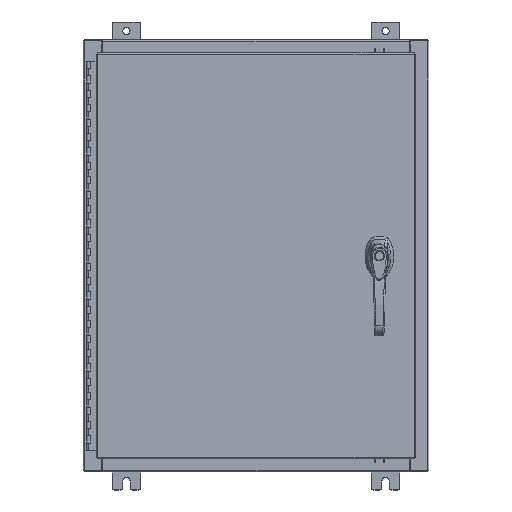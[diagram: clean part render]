
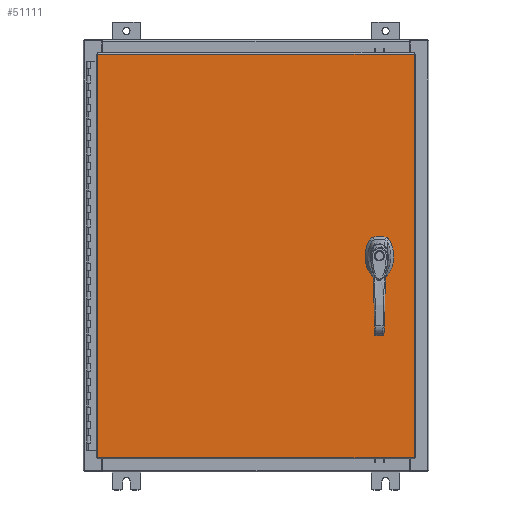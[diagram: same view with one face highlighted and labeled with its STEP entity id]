
A CAD part, top view. The second image highlights one B-rep face of the part: STEP entity #51111.
In plain terms, the highlighted planar face has unit normal (0, 0, 1).
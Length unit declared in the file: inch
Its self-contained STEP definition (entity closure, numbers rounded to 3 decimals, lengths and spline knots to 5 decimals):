
#1854 = CARTESIAN_POINT ( 'NONE',  ( 0., 0.403, 0. ) ) ;
#2099 = VERTEX_POINT ( 'NONE', #59421 ) ;
#2184 = DIRECTION ( 'NONE',  ( 0., 0., 1. ) ) ;
#2649 = VERTEX_POINT ( 'NONE', #41188 ) ;
#2965 = DIRECTION ( 'NONE',  ( 0., 0., 1. ) ) ;
#4419 = CARTESIAN_POINT ( 'NONE',  ( 10.9903, 14.0063, 0. ) ) ;
#4961 = CIRCLE ( 'NONE', #82357, 0.45 ) ;
#7061 = LINE ( 'NONE', #108183, #31388 ) ;
#7634 = VERTEX_POINT ( 'NONE', #106275 ) ;
#7805 = CARTESIAN_POINT ( 'NONE',  ( 0., 0., 0. ) ) ;
#8166 = FACE_OUTER_BOUND ( 'NONE', #32796, .T. ) ;
#8588 = EDGE_CURVE ( 'NONE', #86429, #2649, #35137, .T. ) ;
#9420 = EDGE_LOOP ( 'NONE', ( #62287, #18724, #52276, #91236, #95582, #116418, #40297, #74074 ) ) ;
#9610 = EDGE_CURVE ( 'NONE', #7634, #24829, #4961, .T. ) ;
#9621 = CIRCLE ( 'NONE', #113542, 0.1715 ) ;
#10207 = AXIS2_PLACEMENT_3D ( 'NONE', #36412, #100379, #45592 ) ;
#10369 = DIRECTION ( 'NONE',  ( 0., 0., 1. ) ) ;
#10898 = CIRCLE ( 'NONE', #24462, 0.1715 ) ;
#18724 = ORIENTED_EDGE ( 'NONE', *, *, #104491, .F. ) ;
#19421 = EDGE_CURVE ( 'NONE', #27475, #111695, #9621, .T. ) ;
#19942 = CARTESIAN_POINT ( 'NONE',  ( 8.7495, -1.338, 0. ) ) ;
#19996 = DIRECTION ( 'NONE',  ( 0., 0., 1. ) ) ;
#20047 = EDGE_CURVE ( 'NONE', #24829, #114421, #69648, .T. ) ;
#22413 = VECTOR ( 'NONE', #62556, 39.37008 ) ;
#24462 = AXIS2_PLACEMENT_3D ( 'NONE', #65186, #10369, #74397 ) ;
#24829 = VERTEX_POINT ( 'NONE', #38548 ) ;
#26170 = DIRECTION ( 'NONE',  ( -1., 0., 0. ) ) ;
#27475 = VERTEX_POINT ( 'NONE', #19942 ) ;
#27679 = CIRCLE ( 'NONE', #10207, 0.45 ) ;
#29313 = CIRCLE ( 'NONE', #103244, 0.45 ) ;
#31325 = CARTESIAN_POINT ( 'NONE',  ( -10.9903, -14.0063, 0. ) ) ;
#31388 = VECTOR ( 'NONE', #53415, 39.37008 ) ;
#31796 = CARTESIAN_POINT ( 'NONE',  ( 8.981, 0., 0. ) ) ;
#32275 = VECTOR ( 'NONE', #88673, 39.37008 ) ;
#32382 = DIRECTION ( 'NONE',  ( 0., -1., 0. ) ) ;
#32480 = CARTESIAN_POINT ( 'NONE',  ( 0., -0.403, 0. ) ) ;
#32541 = FACE_BOUND ( 'NONE', #56377, .T. ) ;
#32796 = EDGE_LOOP ( 'NONE', ( #42070, #43615, #98796, #105512 ) ) ;
#34186 = CARTESIAN_POINT ( 'NONE',  ( 8.77823, -0.403, 0. ) ) ;
#35137 = LINE ( 'NONE', #59806, #32275 ) ;
#35396 = FACE_BOUND ( 'NONE', #9420, .T. ) ;
#35780 = EDGE_CURVE ( 'NONE', #2649, #54150, #84560, .T. ) ;
#36412 = CARTESIAN_POINT ( 'NONE',  ( 8.578, 0., 0. ) ) ;
#38548 = CARTESIAN_POINT ( 'NONE',  ( 8.37777, -0.403, 0. ) ) ;
#38900 = ORIENTED_EDGE ( 'NONE', *, *, #19421, .F. ) ;
#40297 = ORIENTED_EDGE ( 'NONE', *, *, #95577, .F. ) ;
#41188 = CARTESIAN_POINT ( 'NONE',  ( -10.9903, 14.0063, 0. ) ) ;
#42070 = ORIENTED_EDGE ( 'NONE', *, *, #51777, .T. ) ;
#42118 = EDGE_CURVE ( 'NONE', #2099, #89517, #29313, .T. ) ;
#43615 = ORIENTED_EDGE ( 'NONE', *, *, #118618, .T. ) ;
#43910 = CARTESIAN_POINT ( 'NONE',  ( -10.9903, 14.0063, 0. ) ) ;
#44352 = LINE ( 'NONE', #31796, #114456 ) ;
#44904 = CARTESIAN_POINT ( 'NONE',  ( -10.9903, -14.0063, 0. ) ) ;
#45429 = CIRCLE ( 'NONE', #116235, 0.45 ) ;
#45592 = DIRECTION ( 'NONE',  ( 1., 0., 0. ) ) ;
#49945 = VERTEX_POINT ( 'NONE', #69497 ) ;
#50668 = DIRECTION ( 'NONE',  ( 1., 0., 0. ) ) ;
#51111 = ADVANCED_FACE ( 'NONE', ( #32541, #8166, #35396 ), #117367, .F. ) ;
#51777 = EDGE_CURVE ( 'NONE', #54150, #89271, #116805, .T. ) ;
#52276 = ORIENTED_EDGE ( 'NONE', *, *, #20047, .F. ) ;
#53203 = VERTEX_POINT ( 'NONE', #64640 ) ;
#53415 = DIRECTION ( 'NONE',  ( 0., 1., 0. ) ) ;
#54150 = VERTEX_POINT ( 'NONE', #31325 ) ;
#56377 = EDGE_LOOP ( 'NONE', ( #38900, #71156 ) ) ;
#56773 = DIRECTION ( 'NONE',  ( -1., 0., 0. ) ) ;
#57096 = CARTESIAN_POINT ( 'NONE',  ( 8.578, 0., 0. ) ) ;
#57844 = CARTESIAN_POINT ( 'NONE',  ( 8.578, 0., 0. ) ) ;
#59421 = CARTESIAN_POINT ( 'NONE',  ( 8.981, 0.20023, 0. ) ) ;
#59806 = CARTESIAN_POINT ( 'NONE',  ( 10.9903, 14.0063, 0. ) ) ;
#62287 = ORIENTED_EDGE ( 'NONE', *, *, #93282, .T. ) ;
#62556 = DIRECTION ( 'NONE',  ( 1., 0., 0. ) ) ;
#64031 = DIRECTION ( 'NONE',  ( 0., -1., 0. ) ) ;
#64640 = CARTESIAN_POINT ( 'NONE',  ( 8.37777, 0.403, 0. ) ) ;
#65186 = CARTESIAN_POINT ( 'NONE',  ( 8.578, -1.338, 0. ) ) ;
#65812 = EDGE_CURVE ( 'NONE', #53203, #84081, #27679, .T. ) ;
#66231 = DIRECTION ( 'NONE',  ( 1., 0., 0. ) ) ;
#66698 = CARTESIAN_POINT ( 'NONE',  ( 10.9903, -14.0063, 0. ) ) ;
#66960 = DIRECTION ( 'NONE',  ( 1., 0., 0. ) ) ;
#66998 = LINE ( 'NONE', #118760, #115624 ) ;
#69497 = CARTESIAN_POINT ( 'NONE',  ( 8.981, -0.20023, 0. ) ) ;
#69648 = LINE ( 'NONE', #32480, #112561 ) ;
#71156 = ORIENTED_EDGE ( 'NONE', *, *, #107324, .F. ) ;
#74074 = ORIENTED_EDGE ( 'NONE', *, *, #42118, .F. ) ;
#74397 = DIRECTION ( 'NONE',  ( 1., 0., 0. ) ) ;
#74673 = CARTESIAN_POINT ( 'NONE',  ( 8.4065, -1.338, 0. ) ) ;
#74824 = CARTESIAN_POINT ( 'NONE',  ( 8.578, -1.338, 0. ) ) ;
#78346 = AXIS2_PLACEMENT_3D ( 'NONE', #7805, #80994, #26170 ) ;
#80637 = CARTESIAN_POINT ( 'NONE',  ( 8.77823, 0.403, 0. ) ) ;
#80994 = DIRECTION ( 'NONE',  ( 0., 0., -1. ) ) ;
#81660 = VECTOR ( 'NONE', #32382, 39.37008 ) ;
#82357 = AXIS2_PLACEMENT_3D ( 'NONE', #99253, #113554, #50668 ) ;
#84010 = DIRECTION ( 'NONE',  ( 1., 0., 0. ) ) ;
#84081 = VERTEX_POINT ( 'NONE', #109376 ) ;
#84560 = LINE ( 'NONE', #43910, #81660 ) ;
#85602 = VECTOR ( 'NONE', #56773, 39.37008 ) ;
#86429 = VERTEX_POINT ( 'NONE', #4419 ) ;
#87298 = DIRECTION ( 'NONE',  ( 1., 0., 0. ) ) ;
#88673 = DIRECTION ( 'NONE',  ( -1., 0., 0. ) ) ;
#89271 = VERTEX_POINT ( 'NONE', #66698 ) ;
#89517 = VERTEX_POINT ( 'NONE', #80637 ) ;
#91236 = ORIENTED_EDGE ( 'NONE', *, *, #9610, .F. ) ;
#93282 = EDGE_CURVE ( 'NONE', #2099, #49945, #44352, .T. ) ;
#95577 = EDGE_CURVE ( 'NONE', #89517, #53203, #107023, .T. ) ;
#95582 = ORIENTED_EDGE ( 'NONE', *, *, #103728, .F. ) ;
#98796 = ORIENTED_EDGE ( 'NONE', *, *, #8588, .T. ) ;
#99253 = CARTESIAN_POINT ( 'NONE',  ( 8.578, 0., 0. ) ) ;
#100379 = DIRECTION ( 'NONE',  ( 0., 0., 1. ) ) ;
#103244 = AXIS2_PLACEMENT_3D ( 'NONE', #57844, #2965, #66960 ) ;
#103728 = EDGE_CURVE ( 'NONE', #84081, #7634, #66998, .T. ) ;
#104491 = EDGE_CURVE ( 'NONE', #114421, #49945, #45429, .T. ) ;
#104975 = DIRECTION ( 'NONE',  ( 0., -1., 0. ) ) ;
#105512 = ORIENTED_EDGE ( 'NONE', *, *, #35780, .T. ) ;
#106275 = CARTESIAN_POINT ( 'NONE',  ( 8.175, -0.20023, 0. ) ) ;
#107023 = LINE ( 'NONE', #1854, #85602 ) ;
#107324 = EDGE_CURVE ( 'NONE', #111695, #27475, #10898, .T. ) ;
#108183 = CARTESIAN_POINT ( 'NONE',  ( 10.9903, -14.0063, 0. ) ) ;
#109376 = CARTESIAN_POINT ( 'NONE',  ( 8.175, 0.20023, 0. ) ) ;
#111695 = VERTEX_POINT ( 'NONE', #74673 ) ;
#112561 = VECTOR ( 'NONE', #87298, 39.37008 ) ;
#113542 = AXIS2_PLACEMENT_3D ( 'NONE', #74824, #19996, #84010 ) ;
#113554 = DIRECTION ( 'NONE',  ( 0., 0., 1. ) ) ;
#114421 = VERTEX_POINT ( 'NONE', #34186 ) ;
#114456 = VECTOR ( 'NONE', #104975, 39.37008 ) ;
#115624 = VECTOR ( 'NONE', #64031, 39.37008 ) ;
#116235 = AXIS2_PLACEMENT_3D ( 'NONE', #57096, #2184, #66231 ) ;
#116418 = ORIENTED_EDGE ( 'NONE', *, *, #65812, .F. ) ;
#116805 = LINE ( 'NONE', #44904, #22413 ) ;
#117367 = PLANE ( 'NONE',  #78346 ) ;
#118618 = EDGE_CURVE ( 'NONE', #89271, #86429, #7061, .T. ) ;
#118760 = CARTESIAN_POINT ( 'NONE',  ( 8.175, 0., 0. ) ) ;
